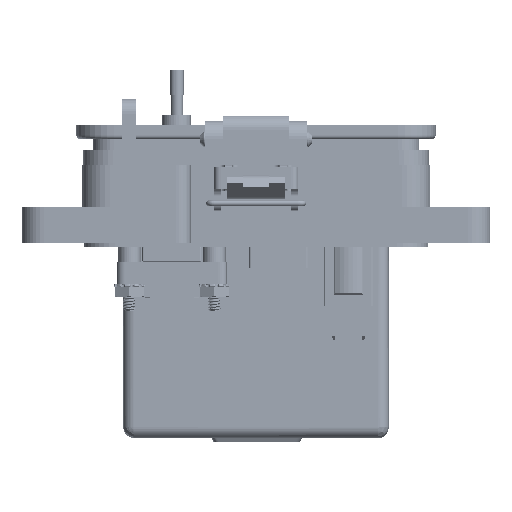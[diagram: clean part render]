
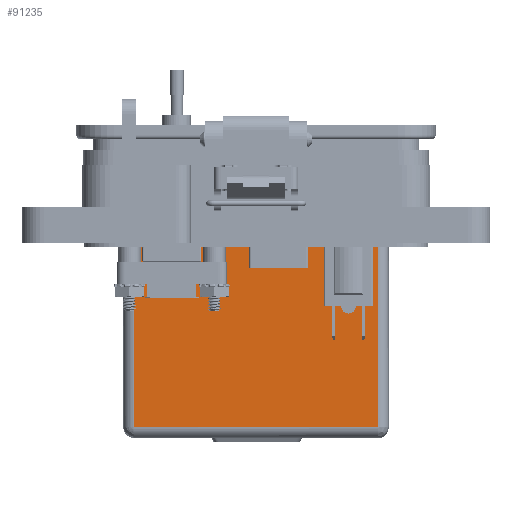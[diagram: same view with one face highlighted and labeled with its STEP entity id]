
A CAD part, front view. The second image highlights one B-rep face of the part: STEP entity #91235.
In plain terms, the highlighted planar face has unit normal (0, -1, 0).
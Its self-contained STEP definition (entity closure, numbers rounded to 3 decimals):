
#1913 = EDGE_CURVE ( 'NONE', #29518, #40221, #38262, .T. ) ;
#5424 = LINE ( 'NONE', #117646, #91936 ) ;
#6353 = CARTESIAN_POINT ( 'NONE',  ( -72.146, -45.612, -62.522 ) ) ;
#10397 = CARTESIAN_POINT ( 'NONE',  ( -5.093, -45.612, -62.522 ) ) ;
#10630 = DIRECTION ( 'NONE',  ( 1., 0., 0. ) ) ;
#10865 = VECTOR ( 'NONE', #49229, 1000. ) ;
#12107 = CARTESIAN_POINT ( 'NONE',  ( -72.146, -45.612, -12.212 ) ) ;
#12355 = CARTESIAN_POINT ( 'NONE',  ( -2.825, -45.612, -12.212 ) ) ;
#13359 = CARTESIAN_POINT ( 'NONE',  ( -5.093, -45.612, -12.212 ) ) ;
#14956 = VECTOR ( 'NONE', #119027, 1000. ) ;
#18359 = EDGE_CURVE ( 'NONE', #40221, #72561, #107321, .T. ) ;
#28045 = EDGE_CURVE ( 'NONE', #72561, #69503, #5424, .T. ) ;
#29518 = VERTEX_POINT ( 'NONE', #13359 ) ;
#29718 = ORIENTED_EDGE ( 'NONE', *, *, #1913, .F. ) ;
#30191 = AXIS2_PLACEMENT_3D ( 'NONE', #56549, #93265, #10630 ) ;
#30948 = LINE ( 'NONE', #12355, #101680 ) ;
#38262 = LINE ( 'NONE', #82139, #10865 ) ;
#40221 = VERTEX_POINT ( 'NONE', #10397 ) ;
#49229 = DIRECTION ( 'NONE',  ( 0., 0., -1. ) ) ;
#55171 = ORIENTED_EDGE ( 'NONE', *, *, #64636, .T. ) ;
#56549 = CARTESIAN_POINT ( 'NONE',  ( -5.093, -45.612, -65.552 ) ) ;
#63683 = CARTESIAN_POINT ( 'NONE',  ( -21.856, -45.612, -62.522 ) ) ;
#64636 = EDGE_CURVE ( 'NONE', #29518, #69503, #30948, .T. ) ;
#65846 = PLANE ( 'NONE',  #30191 ) ;
#67546 = DIRECTION ( 'NONE',  ( -1., 0., 0. ) ) ;
#69503 = VERTEX_POINT ( 'NONE', #12107 ) ;
#72561 = VERTEX_POINT ( 'NONE', #6353 ) ;
#80197 = EDGE_LOOP ( 'NONE', ( #55171, #100320, #111956, #29718 ) ) ;
#82139 = CARTESIAN_POINT ( 'NONE',  ( -5.093, -45.612, -65.552 ) ) ;
#91235 = ADVANCED_FACE ( 'NONE', ( #113618 ), #65846, .T. ) ;
#91936 = VECTOR ( 'NONE', #99440, 1000. ) ;
#93265 = DIRECTION ( 'NONE',  ( 0., -1., 0. ) ) ;
#99440 = DIRECTION ( 'NONE',  ( 0., 0., 1. ) ) ;
#100320 = ORIENTED_EDGE ( 'NONE', *, *, #28045, .F. ) ;
#101680 = VECTOR ( 'NONE', #67546, 1000. ) ;
#107321 = LINE ( 'NONE', #63683, #14956 ) ;
#111956 = ORIENTED_EDGE ( 'NONE', *, *, #18359, .F. ) ;
#113618 = FACE_OUTER_BOUND ( 'NONE', #80197, .T. ) ;
#117646 = CARTESIAN_POINT ( 'NONE',  ( -72.146, -45.612, -65.552 ) ) ;
#119027 = DIRECTION ( 'NONE',  ( -1., 0., 0. ) ) ;
